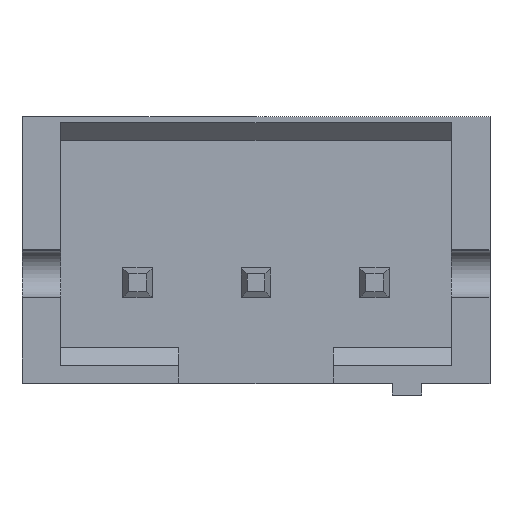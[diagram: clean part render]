
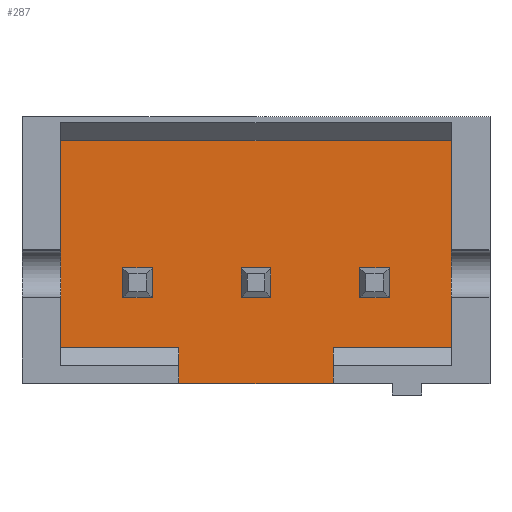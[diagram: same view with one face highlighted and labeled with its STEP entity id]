
A CAD part, top view. The second image highlights one B-rep face of the part: STEP entity #287.
In plain terms, the highlighted planar face has unit normal (0, 0, 1).
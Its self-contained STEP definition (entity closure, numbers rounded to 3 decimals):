
#287=ADVANCED_FACE('',(#1173,#1175,#1177,#1179),#1181,.T.);
#1173=FACE_BOUND('',#1174,.T.);
#1174=EDGE_LOOP('',(#1916,#1917,#1918,#1919,#1920,#1921,#1922,#1923));
#1175=FACE_BOUND('',#1176,.T.);
#1176=EDGE_LOOP('',(#1924,#1925,#1926,#1927));
#1177=FACE_BOUND('',#1178,.T.);
#1178=EDGE_LOOP('',(#1928,#1929,#1930,#1931));
#1179=FACE_BOUND('',#1180,.T.);
#1180=EDGE_LOOP('',(#1932,#1933,#1934,#1935));
#1181=PLANE('',#1182);
#1182=AXIS2_PLACEMENT_3D('',#1183,#1184,#1185);
#1183=CARTESIAN_POINT('',(4.,0.,1.75));
#1184=DIRECTION('',(0.,0.,1.));
#1185=DIRECTION('',(1.,0.,0.));
#1916=ORIENTED_EDGE('',*,*,#2395,.T.);
#1917=ORIENTED_EDGE('',*,*,#2396,.T.);
#1918=ORIENTED_EDGE('',*,*,#2397,.T.);
#1919=ORIENTED_EDGE('',*,*,#2398,.T.);
#1920=ORIENTED_EDGE('',*,*,#2309,.F.);
#1921=ORIENTED_EDGE('',*,*,#2394,.F.);
#1922=ORIENTED_EDGE('',*,*,#2399,.T.);
#1923=ORIENTED_EDGE('',*,*,#2384,.F.);
#1924=ORIENTED_EDGE('',*,*,#2400,.F.);
#1925=ORIENTED_EDGE('',*,*,#2401,.F.);
#1926=ORIENTED_EDGE('',*,*,#2402,.F.);
#1927=ORIENTED_EDGE('',*,*,#2403,.F.);
#1928=ORIENTED_EDGE('',*,*,#2404,.F.);
#1929=ORIENTED_EDGE('',*,*,#2405,.F.);
#1930=ORIENTED_EDGE('',*,*,#2406,.F.);
#1931=ORIENTED_EDGE('',*,*,#2407,.F.);
#1932=ORIENTED_EDGE('',*,*,#2408,.F.);
#1933=ORIENTED_EDGE('',*,*,#2409,.F.);
#1934=ORIENTED_EDGE('',*,*,#2410,.F.);
#1935=ORIENTED_EDGE('',*,*,#2411,.F.);
#2309=EDGE_CURVE('',#2612,#2614,#2615,.F.);
#2384=EDGE_CURVE('',#2740,#2742,#2743,.T.);
#2394=EDGE_CURVE('',#2755,#2612,#2757,.T.);
#2395=EDGE_CURVE('',#2740,#2758,#2759,.T.);
#2396=EDGE_CURVE('',#2758,#2760,#2761,.T.);
#2397=EDGE_CURVE('',#2760,#2762,#2763,.T.);
#2398=EDGE_CURVE('',#2762,#2614,#2764,.T.);
#2399=EDGE_CURVE('',#2755,#2742,#2765,.T.);
#2400=EDGE_CURVE('',#2766,#2767,#2768,.T.);
#2401=EDGE_CURVE('',#2769,#2766,#2770,.T.);
#2402=EDGE_CURVE('',#2771,#2769,#2772,.T.);
#2403=EDGE_CURVE('',#2767,#2771,#2773,.T.);
#2404=EDGE_CURVE('',#2774,#2775,#2776,.T.);
#2405=EDGE_CURVE('',#2777,#2774,#2778,.T.);
#2406=EDGE_CURVE('',#2779,#2777,#2780,.T.);
#2407=EDGE_CURVE('',#2775,#2779,#2781,.T.);
#2408=EDGE_CURVE('',#2782,#2783,#2784,.T.);
#2409=EDGE_CURVE('',#2785,#2782,#2786,.T.);
#2410=EDGE_CURVE('',#2787,#2785,#2788,.T.);
#2411=EDGE_CURVE('',#2783,#2787,#2789,.T.);
#2612=VERTEX_POINT('',#3125);
#2614=VERTEX_POINT('',#3129);
#2615=LINE('',#3130,#3131);
#2740=VERTEX_POINT('',#3405);
#2742=VERTEX_POINT('',#3409);
#2743=LINE('',#3410,#3411);
#2755=VERTEX_POINT('',#3440);
#2757=LINE('',#3444,#3445);
#2758=VERTEX_POINT('',#3447);
#2759=LINE('',#3448,#3449);
#2760=VERTEX_POINT('',#3451);
#2761=LINE('',#3452,#3453);
#2762=VERTEX_POINT('',#3455);
#2763=LINE('',#3456,#3457);
#2764=LINE('',#3459,#3460);
#2765=LINE('',#3462,#3463);
#2766=VERTEX_POINT('',#3465);
#2767=VERTEX_POINT('',#3466);
#2768=LINE('',#3467,#3468);
#2769=VERTEX_POINT('',#3470);
#2770=LINE('',#3471,#3472);
#2771=VERTEX_POINT('',#3474);
#2772=LINE('',#3475,#3476);
#2773=LINE('',#3478,#3479);
#2774=VERTEX_POINT('',#3481);
#2775=VERTEX_POINT('',#3482);
#2776=LINE('',#3483,#3484);
#2777=VERTEX_POINT('',#3486);
#2778=LINE('',#3487,#3488);
#2779=VERTEX_POINT('',#3490);
#2780=LINE('',#3491,#3492);
#2781=LINE('',#3494,#3495);
#2782=VERTEX_POINT('',#3497);
#2783=VERTEX_POINT('',#3498);
#2784=LINE('',#3499,#3500);
#2785=VERTEX_POINT('',#3502);
#2786=LINE('',#3503,#3504);
#2787=VERTEX_POINT('',#3506);
#2788=LINE('',#3507,#3508);
#2789=LINE('',#3510,#3511);
#3125=CARTESIAN_POINT('',(3.3,-1.7,1.75));
#3129=CARTESIAN_POINT('',(0.7,-1.7,1.75));
#3130=CARTESIAN_POINT('',(0.7,-1.7,1.75));
#3131=VECTOR('',#3132,1.);
#3132=DIRECTION('',(1.,0.,0.));
#3405=CARTESIAN_POINT('',(5.3,2.4,1.75));
#3409=CARTESIAN_POINT('',(5.3,-1.1,1.75));
#3410=CARTESIAN_POINT('',(5.3,2.4,1.75));
#3411=VECTOR('',#3412,1.);
#3412=DIRECTION('',(0.,-1.,0.));
#3440=CARTESIAN_POINT('',(3.3,-1.1,1.75));
#3444=CARTESIAN_POINT('',(3.3,-1.1,1.75));
#3445=VECTOR('',#3446,1.);
#3446=DIRECTION('',(0.,-1.,0.));
#3447=CARTESIAN_POINT('',(-1.3,2.4,1.75));
#3448=CARTESIAN_POINT('',(5.3,2.4,1.75));
#3449=VECTOR('',#3450,1.);
#3450=DIRECTION('',(-1.,0.,0.));
#3451=CARTESIAN_POINT('',(-1.3,-1.1,1.75));
#3452=CARTESIAN_POINT('',(-1.3,2.4,1.75));
#3453=VECTOR('',#3454,1.);
#3454=DIRECTION('',(0.,-1.,0.));
#3455=CARTESIAN_POINT('',(0.7,-1.1,1.75));
#3456=CARTESIAN_POINT('',(-1.3,-1.1,1.75));
#3457=VECTOR('',#3458,1.);
#3458=DIRECTION('',(1.,0.,0.));
#3459=CARTESIAN_POINT('',(0.7,-1.1,1.75));
#3460=VECTOR('',#3461,1.);
#3461=DIRECTION('',(0.,-1.,0.));
#3462=CARTESIAN_POINT('',(3.3,-1.1,1.75));
#3463=VECTOR('',#3464,1.);
#3464=DIRECTION('',(1.,0.,0.));
#3465=CARTESIAN_POINT('',(2.25,0.25,1.75));
#3466=CARTESIAN_POINT('',(1.75,0.25,1.75));
#3467=CARTESIAN_POINT('',(2.25,0.25,1.75));
#3468=VECTOR('',#3469,1.);
#3469=DIRECTION('',(-1.,0.,0.));
#3470=CARTESIAN_POINT('',(2.25,-0.25,1.75));
#3471=CARTESIAN_POINT('',(2.25,-0.25,1.75));
#3472=VECTOR('',#3473,1.);
#3473=DIRECTION('',(0.,1.,0.));
#3474=CARTESIAN_POINT('',(1.75,-0.25,1.75));
#3475=CARTESIAN_POINT('',(1.75,-0.25,1.75));
#3476=VECTOR('',#3477,1.);
#3477=DIRECTION('',(1.,0.,0.));
#3478=CARTESIAN_POINT('',(1.75,0.25,1.75));
#3479=VECTOR('',#3480,1.);
#3480=DIRECTION('',(0.,-1.,0.));
#3481=CARTESIAN_POINT('',(4.25,0.25,1.75));
#3482=CARTESIAN_POINT('',(3.75,0.25,1.75));
#3483=CARTESIAN_POINT('',(4.25,0.25,1.75));
#3484=VECTOR('',#3485,1.);
#3485=DIRECTION('',(-1.,0.,0.));
#3486=CARTESIAN_POINT('',(4.25,-0.25,1.75));
#3487=CARTESIAN_POINT('',(4.25,-0.25,1.75));
#3488=VECTOR('',#3489,1.);
#3489=DIRECTION('',(0.,1.,0.));
#3490=CARTESIAN_POINT('',(3.75,-0.25,1.75));
#3491=CARTESIAN_POINT('',(3.75,-0.25,1.75));
#3492=VECTOR('',#3493,1.);
#3493=DIRECTION('',(1.,0.,0.));
#3494=CARTESIAN_POINT('',(3.75,0.25,1.75));
#3495=VECTOR('',#3496,1.);
#3496=DIRECTION('',(0.,-1.,0.));
#3497=CARTESIAN_POINT('',(0.25,0.25,1.75));
#3498=CARTESIAN_POINT('',(-0.25,0.25,1.75));
#3499=CARTESIAN_POINT('',(0.25,0.25,1.75));
#3500=VECTOR('',#3501,1.);
#3501=DIRECTION('',(-1.,0.,0.));
#3502=CARTESIAN_POINT('',(0.25,-0.25,1.75));
#3503=CARTESIAN_POINT('',(0.25,-0.25,1.75));
#3504=VECTOR('',#3505,1.);
#3505=DIRECTION('',(0.,1.,0.));
#3506=CARTESIAN_POINT('',(-0.25,-0.25,1.75));
#3507=CARTESIAN_POINT('',(-0.25,-0.25,1.75));
#3508=VECTOR('',#3509,1.);
#3509=DIRECTION('',(1.,0.,0.));
#3510=CARTESIAN_POINT('',(-0.25,0.25,1.75));
#3511=VECTOR('',#3512,1.);
#3512=DIRECTION('',(0.,-1.,0.));
